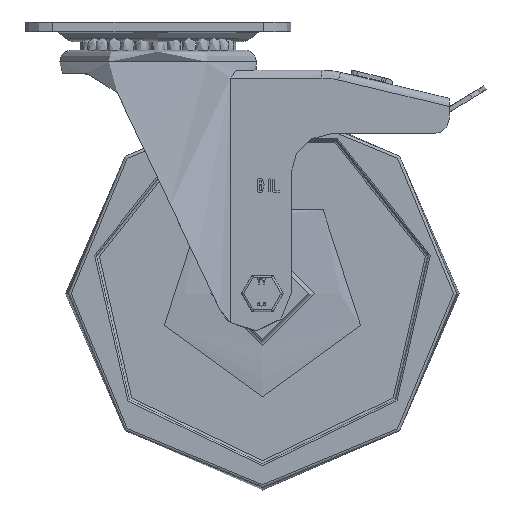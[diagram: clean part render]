
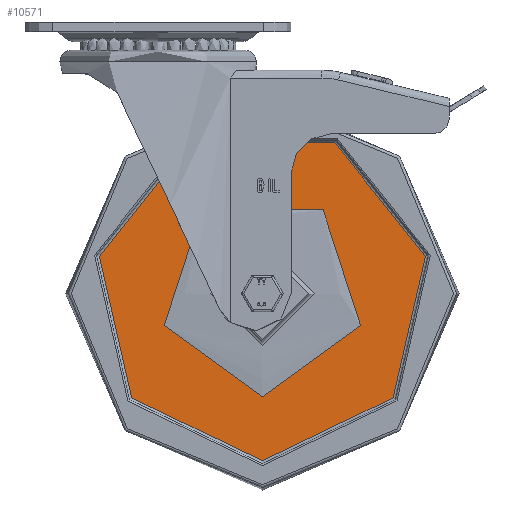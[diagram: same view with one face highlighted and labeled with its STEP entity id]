
A CAD part, front view. The second image highlights one B-rep face of the part: STEP entity #10571.
In plain terms, the highlighted planar face has unit normal (0, -1, 0).
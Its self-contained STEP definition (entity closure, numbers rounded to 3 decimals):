
#781=FACE_BOUND('',#3654,.T.);
#842=PLANE('',#11375);
#3025=FACE_OUTER_BOUND('',#3653,.T.);
#3653=EDGE_LOOP('',(#7418));
#3654=EDGE_LOOP('',(#7419));
#4324=CIRCLE('',#11338,85.);
#4325=CIRCLE('',#11339,52.5);
#4752=VERTEX_POINT('',#15655);
#4753=VERTEX_POINT('',#15685);
#5770=EDGE_CURVE('',#4752,#4752,#4324,.T.);
#5771=EDGE_CURVE('',#4753,#4753,#4325,.T.);
#7418=ORIENTED_EDGE('',*,*,#5770,.F.);
#7419=ORIENTED_EDGE('',*,*,#5771,.T.);
#10571=ADVANCED_FACE('',(#3025,#781),#842,.T.);
#11338=AXIS2_PLACEMENT_3D('',#15657,#12509,#12510);
#11339=AXIS2_PLACEMENT_3D('',#15686,#12511,#12512);
#11375=AXIS2_PLACEMENT_3D('',#15770,#12589,#12590);
#12509=DIRECTION('center_axis',(0.,1.,0.));
#12510=DIRECTION('ref_axis',(0.,0.,1.));
#12511=DIRECTION('center_axis',(0.,1.,0.));
#12512=DIRECTION('ref_axis',(0.,0.,1.));
#12589=DIRECTION('center_axis',(0.,-1.,0.));
#12590=DIRECTION('ref_axis',(0.,0.,-1.));
#15655=CARTESIAN_POINT('',(0.,-7.,-85.));
#15657=CARTESIAN_POINT('Origin',(0.,-7.,0.));
#15685=CARTESIAN_POINT('',(0.,-7.,-52.5));
#15686=CARTESIAN_POINT('Origin',(0.,-7.,0.));
#15770=CARTESIAN_POINT('Origin',(0.,-7.,68.75));
